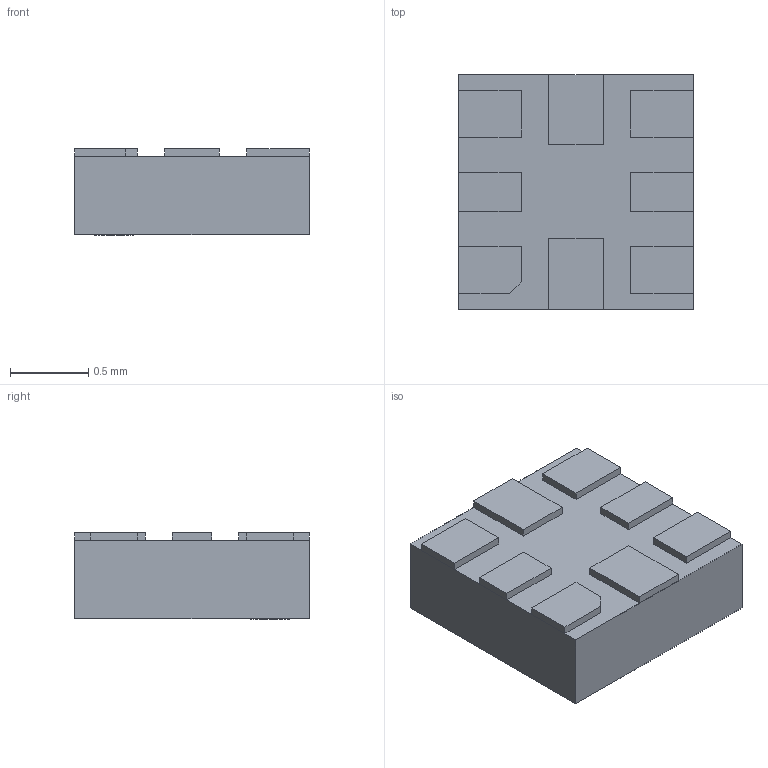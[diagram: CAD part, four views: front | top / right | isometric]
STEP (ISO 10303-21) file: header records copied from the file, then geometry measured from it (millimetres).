
FILE_DESCRIPTION (( 'STEP AP214' ), '1' );
FILE_NAME ('User Library-uqfn8.STEP', '2022-11-14T16:11:42', ( '' ), ( '' ), 'SwSTEP 2.0', 'SolidWorks 2022', '' );
FILE_SCHEMA (( 'AUTOMOTIVE_DESIGN' ));
Length unit declared in the file: millimetre
Products named in the file (7): ─σ≥αδⁿ_3; ─σ≥αδⁿ_4; ─σ≥αδⁿ_6; ─σ≥αδⁿ_5; ─σ≥αδⁿ; User Library-uqfn8; ─σ≥αδⁿ_2
Assembly tree (10 placements, depth 2):
  User Library-uqfn8
    ─σ≥αδⁿ
    ─σ≥αδⁿ_2
    ─σ≥αδⁿ_3  x2
    ─σ≥αδⁿ_4  x3
    ─σ≥αδⁿ_5  x2
    ─σ≥αδⁿ_6
Bounding box: 1.5 x 1.5 x 0.56 mm (x, y, z)
Volume: 1.2 mm3; surface area: 10.2 mm2
Topology: 10 solids, 10 shells, 59 faces, 117 edges, 78 vertices
Faces by surface type: plane 57, cylinder 2
Entity records: 1590 total; most frequent: DIRECTION 169, CARTESIAN_POINT 163, ORIENTED_EDGE 138, EDGE_CURVE 69, LINE 65, VECTOR 65, UNCERTAINTY_MEASURE_WITH_UNIT 54, AXIS2_PLACEMENT_3D 52
